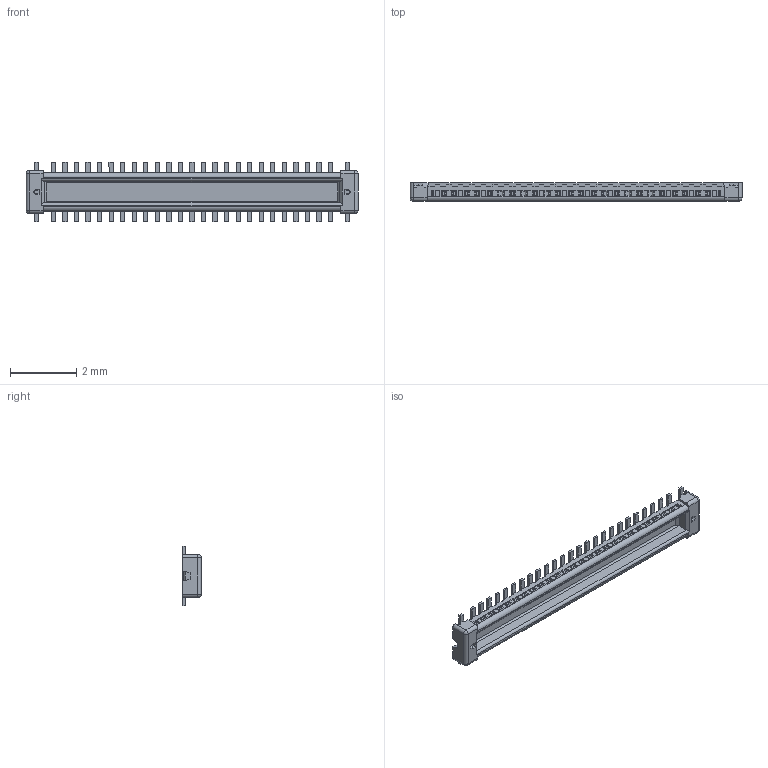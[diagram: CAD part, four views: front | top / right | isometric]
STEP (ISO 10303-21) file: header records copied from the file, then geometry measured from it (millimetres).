
FILE_DESCRIPTION (( 'STEP AP214' ), '1' );
FILE_NAME ('20708-050E-01C PLUG ASSY STEP R1 INTEL.STEP', '2016-11-24T09:06:03', ( '' ), ( '' ), 'SwSTEP 2.0', 'SolidWorks 2014', '' );
FILE_SCHEMA (( 'AUTOMOTIVE_DESIGN' ));
Length unit declared in the file: millimetre
Products named in the file (1): 20708-050E-01C PLUG ASSY STEP R1 INTEL
Bounding box: 10.06 x 0.56 x 1.8 mm (x, y, z)
Volume: 3.8 mm3; surface area: 52.2 mm2
Topology: 1 solids, 1 shells, 1609 faces, 4380 edges, 2772 vertices
Faces by surface type: plane 1589, cylinder 16, sphere 4
Entity records: 49120 total; most frequent: CARTESIAN_POINT 8782, ORIENTED_EDGE 8752, DIRECTION 7612, EDGE_CURVE 4376, LINE 4344, VECTOR 4344, VERTEX_POINT 2772, AXIS2_PLACEMENT_3D 1634
